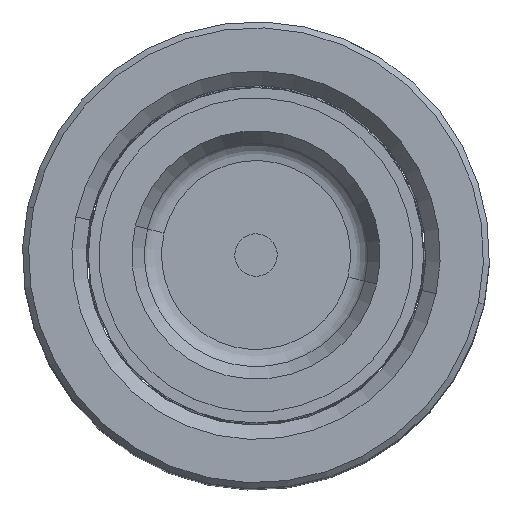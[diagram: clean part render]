
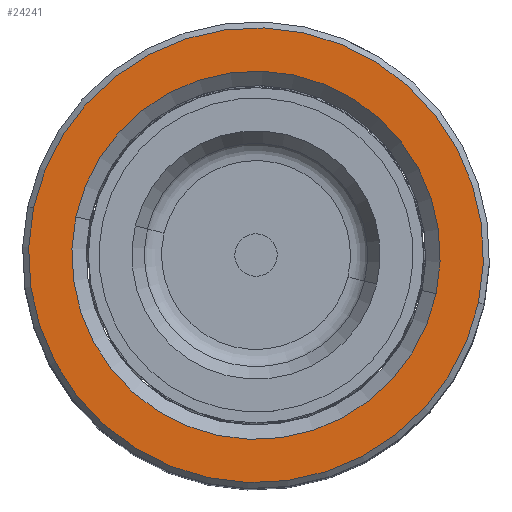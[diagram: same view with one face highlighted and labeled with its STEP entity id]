
A CAD part, top view. The second image highlights one B-rep face of the part: STEP entity #24241.
In plain terms, the highlighted planar face has unit normal (0, 0, 1).
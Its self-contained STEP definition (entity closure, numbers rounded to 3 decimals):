
#932 = CIRCLE ( 'NONE', #35305, 26.8 ) ;
#1812 = DIRECTION ( 'NONE',  ( 1., 0., 0. ) ) ;
#2035 = ORIENTED_EDGE ( 'NONE', *, *, #33239, .T. ) ;
#2485 = DIRECTION ( 'NONE',  ( 0., 0., 1. ) ) ;
#3840 = CARTESIAN_POINT ( 'NONE',  ( 0., 0., 100. ) ) ;
#4084 = CIRCLE ( 'NONE', #15521, 26.8 ) ;
#5510 = AXIS2_PLACEMENT_3D ( 'NONE', #27623, #33312, #14767 ) ;
#6095 = CARTESIAN_POINT ( 'NONE',  ( 0., 0., 100. ) ) ;
#8140 = EDGE_LOOP ( 'NONE', ( #50304, #25508 ) ) ;
#10203 = EDGE_LOOP ( 'NONE', ( #2035, #21770 ) ) ;
#10212 = VERTEX_POINT ( 'NONE', #39335 ) ;
#13043 = CARTESIAN_POINT ( 'NONE',  ( -26.8, 0., 100. ) ) ;
#13444 = EDGE_CURVE ( 'NONE', #27616, #10212, #4084, .T. ) ;
#13576 = VERTEX_POINT ( 'NONE', #25001 ) ;
#13686 = VERTEX_POINT ( 'NONE', #21264 ) ;
#14767 = DIRECTION ( 'NONE',  ( 1., 0., 0. ) ) ;
#15521 = AXIS2_PLACEMENT_3D ( 'NONE', #17770, #46199, #43109 ) ;
#15779 = CARTESIAN_POINT ( 'NONE',  ( 0., 0., 100. ) ) ;
#15975 = CIRCLE ( 'NONE', #5510, 21.7 ) ;
#17770 = CARTESIAN_POINT ( 'NONE',  ( 0., 0., 100. ) ) ;
#19691 = DIRECTION ( 'NONE',  ( 1., 0., 0. ) ) ;
#20014 = DIRECTION ( 'NONE',  ( 0., 0., -1. ) ) ;
#21264 = CARTESIAN_POINT ( 'NONE',  ( 21.7, 0., 100. ) ) ;
#21770 = ORIENTED_EDGE ( 'NONE', *, *, #35103, .T. ) ;
#23569 = DIRECTION ( 'NONE',  ( 1., 0., 0. ) ) ;
#24241 = ADVANCED_FACE ( 'NONE', ( #27394, #39681 ), #27994, .T. ) ;
#25001 = CARTESIAN_POINT ( 'NONE',  ( -21.7, 0., 100. ) ) ;
#25508 = ORIENTED_EDGE ( 'NONE', *, *, #25690, .T. ) ;
#25690 = EDGE_CURVE ( 'NONE', #10212, #27616, #932, .T. ) ;
#27394 = FACE_OUTER_BOUND ( 'NONE', #8140, .T. ) ;
#27616 = VERTEX_POINT ( 'NONE', #13043 ) ;
#27623 = CARTESIAN_POINT ( 'NONE',  ( 0., 0., 100. ) ) ;
#27994 = PLANE ( 'NONE',  #47640 ) ;
#33239 = EDGE_CURVE ( 'NONE', #13686, #13576, #36950, .T. ) ;
#33312 = DIRECTION ( 'NONE',  ( 0., 0., -1. ) ) ;
#35103 = EDGE_CURVE ( 'NONE', #13576, #13686, #15975, .T. ) ;
#35305 = AXIS2_PLACEMENT_3D ( 'NONE', #6095, #2485, #1812 ) ;
#35762 = DIRECTION ( 'NONE',  ( 0., 0., 1. ) ) ;
#36950 = CIRCLE ( 'NONE', #46570, 21.7 ) ;
#39335 = CARTESIAN_POINT ( 'NONE',  ( 26.8, 0., 100. ) ) ;
#39681 = FACE_BOUND ( 'NONE', #10203, .T. ) ;
#43109 = DIRECTION ( 'NONE',  ( 1., 0., 0. ) ) ;
#46199 = DIRECTION ( 'NONE',  ( 0., 0., 1. ) ) ;
#46570 = AXIS2_PLACEMENT_3D ( 'NONE', #15779, #20014, #19691 ) ;
#47640 = AXIS2_PLACEMENT_3D ( 'NONE', #3840, #35762, #23569 ) ;
#50304 = ORIENTED_EDGE ( 'NONE', *, *, #13444, .T. ) ;
